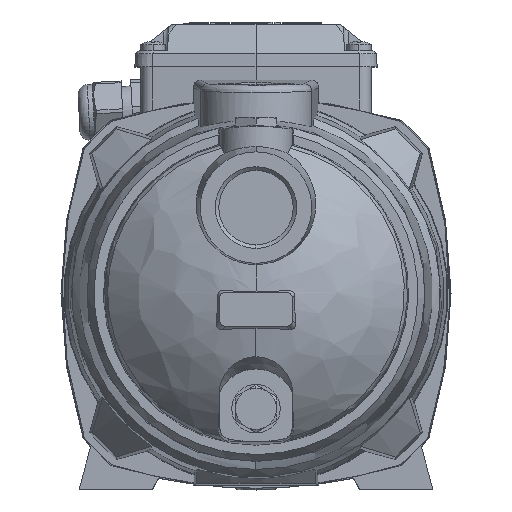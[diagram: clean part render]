
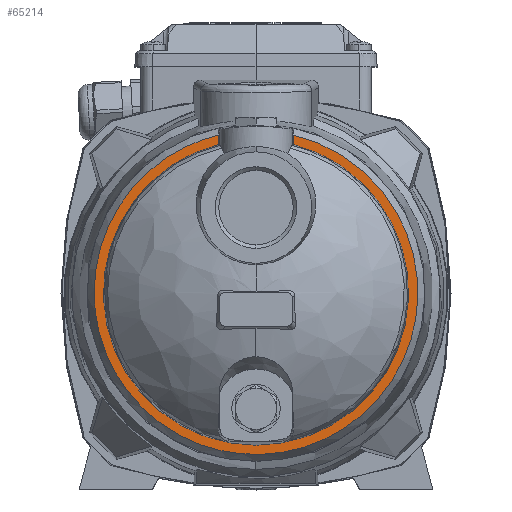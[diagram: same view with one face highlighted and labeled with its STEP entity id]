
A CAD part, top view. The second image highlights one B-rep face of the part: STEP entity #65214.
In plain terms, the highlighted planar face has unit normal (0, 0, 1).
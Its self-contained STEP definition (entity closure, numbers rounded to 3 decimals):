
#1977 = EDGE_CURVE ( 'NONE', #71555, #27338, #46405, .T. ) ;
#5268 = LINE ( 'NONE', #46873, #20876 ) ;
#5461 = CARTESIAN_POINT ( 'NONE',  ( 133.626, 133.626, 133.999 ) ) ;
#5612 = VERTEX_POINT ( 'NONE', #29773 ) ;
#6732 = VERTEX_POINT ( 'NONE', #75390 ) ;
#8051 = CARTESIAN_POINT ( 'NONE',  ( -66.385, -7.55, 133.999 ) ) ;
#8298 = DIRECTION ( 'NONE',  ( 0., 1., 0. ) ) ;
#10715 = DIRECTION ( 'NONE',  ( 0., 0., 1. ) ) ;
#11219 = CARTESIAN_POINT ( 'NONE',  ( 15.401, 65.014, 133.999 ) ) ;
#12084 = EDGE_CURVE ( 'NONE', #27338, #5612, #49597, .T. ) ;
#18893 = CARTESIAN_POINT ( 'NONE',  ( -15.401, 75.932, 133.999 ) ) ;
#20876 = VECTOR ( 'NONE', #22241, 1000. ) ;
#22241 = DIRECTION ( 'NONE',  ( 0., 1., 0. ) ) ;
#24803 = AXIS2_PLACEMENT_3D ( 'NONE', #38584, #75329, #8298 ) ;
#25798 = CARTESIAN_POINT ( 'NONE',  ( -73.084, 51.35, 133.999 ) ) ;
#26576 = CARTESIAN_POINT ( 'NONE',  ( 0., -66.813, 133.999 ) ) ;
#26776 = VECTOR ( 'NONE', #60551, 1000. ) ;
#27338 = VERTEX_POINT ( 'NONE', #50942 ) ;
#27660 = EDGE_LOOP ( 'NONE', ( #40914, #77580, #39387, #30084 ) ) ;
#29773 = CARTESIAN_POINT ( 'NONE',  ( -15.401, 61.089, 133.999 ) ) ;
#30084 = ORIENTED_EDGE ( 'NONE', *, *, #69287, .F. ) ;
#31061 = CARTESIAN_POINT ( 'NONE',  ( 15.401, 65.014, 133.999 ) ) ;
#32679 = CARTESIAN_POINT ( 'NONE',  ( -15.401, 65.014, 133.999 ) ) ;
#38584 = CARTESIAN_POINT ( 'NONE',  ( 0., 0., 133.999 ) ) ;
#39387 = ORIENTED_EDGE ( 'NONE', *, *, #1977, .F. ) ;
#40914 = ORIENTED_EDGE ( 'NONE', *, *, #41461, .F. ) ;
#41461 = EDGE_CURVE ( 'NONE', #5612, #6732, #62226, .T. ) ;
#42594 = DIRECTION ( 'NONE',  ( 0., -1., 0. ) ) ;
#46405 =( BOUNDED_CURVE ( )  B_SPLINE_CURVE ( 2, ( #31061, #49987, #75844, #50418, #26576, #56897, #8051, #25798, #32679 ),
 .UNSPECIFIED., .F., .F. ) 
 B_SPLINE_CURVE_WITH_KNOTS ( ( 3, 2, 2, 2, 3 ),
 ( 0., 0.097, 0.195, 0.293, 0.391 ),
 .UNSPECIFIED. ) 
 CURVE ( )  GEOMETRIC_REPRESENTATION_ITEM ( )  RATIONAL_B_SPLINE_CURVE ( ( 0.998, 0.747, 1., 0.746, 1., 0.746, 1., 0.747, 0.998 ) ) 
 REPRESENTATION_ITEM ( '' )  );
#46873 = CARTESIAN_POINT ( 'NONE',  ( 15.401, 75.932, 133.999 ) ) ;
#48606 = PLANE ( 'NONE',  #63061 ) ;
#49597 = LINE ( 'NONE', #18893, #26776 ) ;
#49987 = CARTESIAN_POINT ( 'NONE',  ( 73.084, 51.35, 133.999 ) ) ;
#50418 = CARTESIAN_POINT ( 'NONE',  ( 59.645, -66.813, 133.999 ) ) ;
#50942 = CARTESIAN_POINT ( 'NONE',  ( -15.401, 65.014, 133.999 ) ) ;
#56897 = CARTESIAN_POINT ( 'NONE',  ( -59.645, -66.813, 133.999 ) ) ;
#60551 = DIRECTION ( 'NONE',  ( 0., -1., 0. ) ) ;
#61162 = FACE_OUTER_BOUND ( 'NONE', #27660, .T. ) ;
#62226 = CIRCLE ( 'NONE', #24803, 63. ) ;
#63061 = AXIS2_PLACEMENT_3D ( 'NONE', #5461, #10715, #42594 ) ;
#65214 = ADVANCED_FACE ( 'NONE', ( #61162 ), #48606, .T. ) ;
#69287 = EDGE_CURVE ( 'NONE', #6732, #71555, #5268, .T. ) ;
#71555 = VERTEX_POINT ( 'NONE', #11219 ) ;
#75329 = DIRECTION ( 'NONE',  ( 0., 0., 1. ) ) ;
#75390 = CARTESIAN_POINT ( 'NONE',  ( 15.401, 61.089, 133.999 ) ) ;
#75844 = CARTESIAN_POINT ( 'NONE',  ( 66.385, -7.55, 133.999 ) ) ;
#77580 = ORIENTED_EDGE ( 'NONE', *, *, #12084, .F. ) ;
